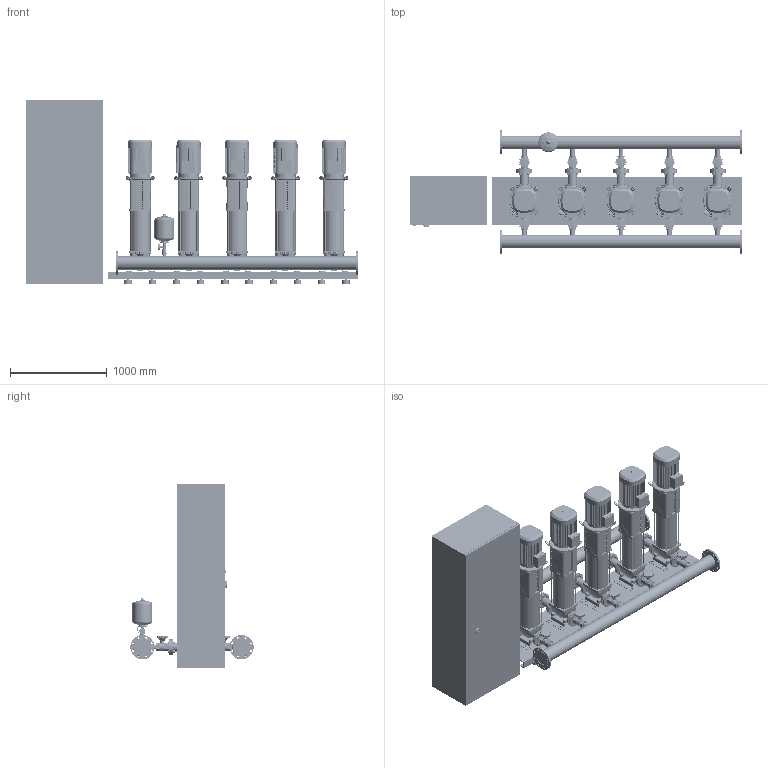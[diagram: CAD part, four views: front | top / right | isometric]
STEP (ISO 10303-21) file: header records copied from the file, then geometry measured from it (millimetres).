
FILE_DESCRIPTION((''),'2;1');
FILE_NAME('3d_CO-5HELIXV2208_K_CC-01-2530539.stp','2016-01-25T08:39:06',(''),(''),'Mechanical Desktop 2009','Mechanical Desktop 2009',', , ');
FILE_SCHEMA(('CONFIG_CONTROL_DESIGN'));
Length unit declared in the file: millimetre
Products named in the file (1): Product
Bounding box: 3430 x 1275 x 1900 mm (x, y, z)
Volume: 1144016403.2 mm3; surface area: 29171185.4 mm2
Topology: 263 solids, 263 shells, 9736 faces, 24821 edges, 16161 vertices
Faces by surface type: plane 3908, cylinder 2615, bspline 2411, cone 476, torus 314, sphere 12
Entity records: 326915 total; most frequent: CARTESIAN_POINT 91357, ORIENTED_EDGE 49638, DIRECTION 46524, EDGE_CURVE 24819, VERTEX_POINT 16159, AXIS2_PLACEMENT_3D 15627, VECTOR 15270, LINE 15270
